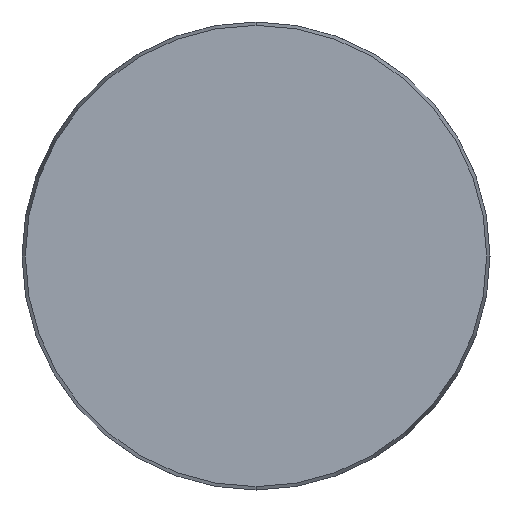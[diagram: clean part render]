
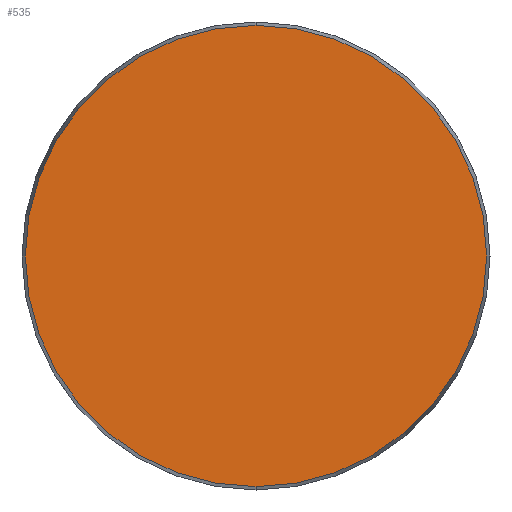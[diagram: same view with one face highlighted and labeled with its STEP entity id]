
A CAD part, front view. The second image highlights one B-rep face of the part: STEP entity #535.
In plain terms, the highlighted planar face has unit normal (0, -1, 0).
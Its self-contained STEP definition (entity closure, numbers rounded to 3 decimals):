
#6 = VERTEX_POINT ( 'NONE', #599 ) ;
#41 = AXIS2_PLACEMENT_3D ( 'NONE', #931, #1268, #630 ) ;
#66 = DIRECTION ( 'NONE',  ( 0., 0., -1. ) ) ;
#109 = DIRECTION ( 'NONE',  ( 0., -1., 0. ) ) ;
#237 = EDGE_CURVE ( 'NONE', #718, #6, #550, .T. ) ;
#256 = ORIENTED_EDGE ( 'NONE', *, *, #237, .T. ) ;
#273 = EDGE_LOOP ( 'NONE', ( #907, #256 ) ) ;
#450 = FACE_OUTER_BOUND ( 'NONE', #273, .T. ) ;
#482 = CARTESIAN_POINT ( 'NONE',  ( 0., 0., 0. ) ) ;
#535 = ADVANCED_FACE ( 'NONE', ( #450 ), #863, .F. ) ;
#550 = CIRCLE ( 'NONE', #723, 59.143 ) ;
#576 = DIRECTION ( 'NONE',  ( 0., -1., 0. ) ) ;
#599 = CARTESIAN_POINT ( 'NONE',  ( 0., 0., 59.143 ) ) ;
#630 = DIRECTION ( 'NONE',  ( 0., 0., 1. ) ) ;
#695 = CIRCLE ( 'NONE', #787, 59.143 ) ;
#701 = EDGE_CURVE ( 'NONE', #6, #718, #695, .T. ) ;
#718 = VERTEX_POINT ( 'NONE', #1032 ) ;
#723 = AXIS2_PLACEMENT_3D ( 'NONE', #482, #576, #66 ) ;
#787 = AXIS2_PLACEMENT_3D ( 'NONE', #919, #109, #1308 ) ;
#863 = PLANE ( 'NONE',  #41 ) ;
#907 = ORIENTED_EDGE ( 'NONE', *, *, #701, .T. ) ;
#919 = CARTESIAN_POINT ( 'NONE',  ( 0., 0., 0. ) ) ;
#931 = CARTESIAN_POINT ( 'NONE',  ( -59.143, 0., 0. ) ) ;
#1032 = CARTESIAN_POINT ( 'NONE',  ( 0., 0., -59.143 ) ) ;
#1268 = DIRECTION ( 'NONE',  ( 0., 1., 0. ) ) ;
#1308 = DIRECTION ( 'NONE',  ( 0., 0., -1. ) ) ;
